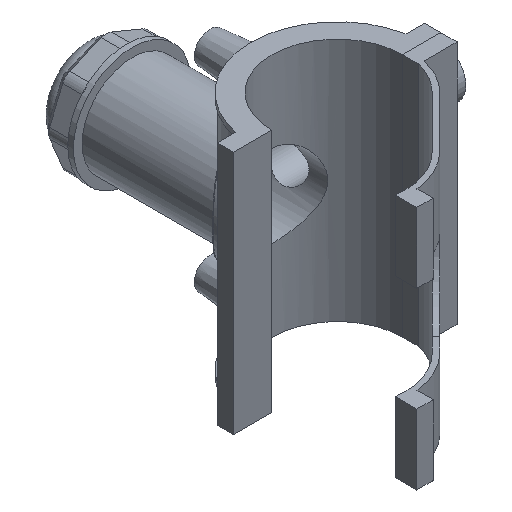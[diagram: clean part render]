
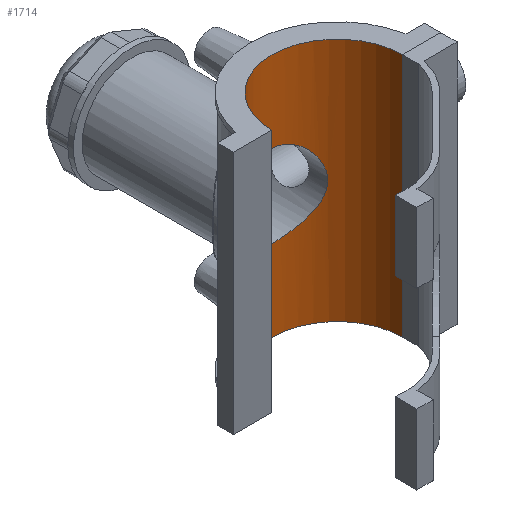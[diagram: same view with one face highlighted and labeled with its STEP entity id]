
A CAD part, isometric view. The second image highlights one B-rep face of the part: STEP entity #1714.
In plain terms, the highlighted cylindrical face has radius 31.5 mm (diameter 63 mm), a partial arc.
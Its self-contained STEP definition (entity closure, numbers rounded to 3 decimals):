
#112=LINE('',#3372,#255);
#113=LINE('',#3376,#256);
#255=VECTOR('',#2263,118.);
#256=VECTOR('',#2266,118.);
#433=CIRCLE('',#1875,31.5);
#434=CIRCLE('',#1877,31.5);
#475=FACE_BOUND('',#683,.T.);
#553=FACE_OUTER_BOUND('',#682,.T.);
#682=EDGE_LOOP('',(#1460,#1461,#1462,#1463));
#683=EDGE_LOOP('',(#1464));
#711=B_SPLINE_CURVE_WITH_KNOTS('',3,(#2424,#2425,#2426,#2427,#2428,#2429,
#2430,#2431,#2432,#2433,#2434,#2435,#2436,#2437,#2438,#2439,#2440,#2441,
#2442,#2443,#2444,#2445,#2446,#2447,#2448,#2449,#2450,#2451,#2452,#2453,
#2454,#2455,#2456,#2457,#2458,#2459,#2460,#2461,#2462,#2463,#2464,#2465,
#2466,#2467,#2468,#2469,#2470,#2471,#2472,#2473,#2474,#2475,#2476,#2477,
#2478,#2479,#2480,#2481,#2482,#2483,#2484,#2485,#2486,#2487,#2488,#2489),
 .UNSPECIFIED.,.T.,.F.,(4,2,2,2,2,2,2,2,2,2,2,2,2,2,2,2,2,2,2,2,2,2,2,2,
2,2,2,2,2,2,2,2,4),(0.,0.389,0.778,1.166,
1.555,1.941,2.326,2.712,3.097,
3.483,3.868,4.254,4.64,5.028,
5.417,5.806,6.195,6.583,6.972,
7.361,7.75,8.135,8.521,8.906,
9.292,9.677,10.063,10.449,10.834,
11.223,11.612,12.,12.389),
 .UNSPECIFIED.);
#733=VERTEX_POINT('',#2423);
#842=VERTEX_POINT('',#3366);
#844=VERTEX_POINT('',#3370);
#845=VERTEX_POINT('',#3374);
#846=VERTEX_POINT('',#3375);
#893=EDGE_CURVE('',#733,#733,#711,.T.);
#1053=EDGE_CURVE('',#842,#844,#112,.T.);
#1054=EDGE_CURVE('',#845,#846,#113,.T.);
#1060=EDGE_CURVE('',#842,#846,#433,.T.);
#1061=EDGE_CURVE('',#845,#844,#434,.T.);
#1460=ORIENTED_EDGE('',*,*,#1054,.T.);
#1461=ORIENTED_EDGE('',*,*,#1060,.F.);
#1462=ORIENTED_EDGE('',*,*,#1053,.T.);
#1463=ORIENTED_EDGE('',*,*,#1061,.F.);
#1464=ORIENTED_EDGE('',*,*,#893,.T.);
#1629=CYLINDRICAL_SURFACE('',#1878,31.5);
#1714=ADVANCED_FACE('',(#553,#475),#1629,.F.);
#1875=AXIS2_PLACEMENT_3D('',#3385,#2274,#2275);
#1877=AXIS2_PLACEMENT_3D('',#3387,#2278,#2279);
#1878=AXIS2_PLACEMENT_3D('',#3390,#2282,#2283);
#2263=DIRECTION('',(0.,0.,-1.));
#2266=DIRECTION('',(0.,0.,1.));
#2274=DIRECTION('center_axis',(0.,0.,-1.));
#2275=DIRECTION('ref_axis',(-1.,0.,0.));
#2278=DIRECTION('center_axis',(0.,0.,1.));
#2279=DIRECTION('ref_axis',(-1.,0.,0.));
#2282=DIRECTION('center_axis',(0.,0.,1.));
#2283=DIRECTION('ref_axis',(-1.,0.,0.));
#2423=CARTESIAN_POINT('',(-19.845,24.463,0.));
#2424=CARTESIAN_POINT('Ctrl Pts',(-19.845,24.463,0.));
#2425=CARTESIAN_POINT('Ctrl Pts',(-19.845,24.463,1.296));
#2426=CARTESIAN_POINT('Ctrl Pts',(-19.716,24.569,2.616));
#2427=CARTESIAN_POINT('Ctrl Pts',(-19.194,24.979,5.212));
#2428=CARTESIAN_POINT('Ctrl Pts',(-18.801,25.282,6.486));
#2429=CARTESIAN_POINT('Ctrl Pts',(-17.78,26.01,8.912));
#2430=CARTESIAN_POINT('Ctrl Pts',(-17.151,26.435,10.065));
#2431=CARTESIAN_POINT('Ctrl Pts',(-15.71,27.316,12.193));
#2432=CARTESIAN_POINT('Ctrl Pts',(-14.897,27.772,13.168));
#2433=CARTESIAN_POINT('Ctrl Pts',(-13.175,28.628,14.89));
#2434=CARTESIAN_POINT('Ctrl Pts',(-12.204,29.062,15.702));
#2435=CARTESIAN_POINT('Ctrl Pts',(-10.075,29.867,17.146));
#2436=CARTESIAN_POINT('Ctrl Pts',(-8.917,30.238,17.778));
#2437=CARTESIAN_POINT('Ctrl Pts',(-6.481,30.852,18.803));
#2438=CARTESIAN_POINT('Ctrl Pts',(-5.201,31.095,19.197));
#2439=CARTESIAN_POINT('Ctrl Pts',(-2.603,31.42,19.718));
#2440=CARTESIAN_POINT('Ctrl Pts',(-1.285,31.5,19.845));
#2441=CARTESIAN_POINT('Ctrl Pts',(1.285,31.5,19.845));
#2442=CARTESIAN_POINT('Ctrl Pts',(2.603,31.42,19.718));
#2443=CARTESIAN_POINT('Ctrl Pts',(5.201,31.095,19.197));
#2444=CARTESIAN_POINT('Ctrl Pts',(6.481,30.852,18.803));
#2445=CARTESIAN_POINT('Ctrl Pts',(8.917,30.238,17.778));
#2446=CARTESIAN_POINT('Ctrl Pts',(10.075,29.867,17.146));
#2447=CARTESIAN_POINT('Ctrl Pts',(12.204,29.062,15.702));
#2448=CARTESIAN_POINT('Ctrl Pts',(13.175,28.628,14.89));
#2449=CARTESIAN_POINT('Ctrl Pts',(14.897,27.772,13.168));
#2450=CARTESIAN_POINT('Ctrl Pts',(15.71,27.316,12.193));
#2451=CARTESIAN_POINT('Ctrl Pts',(17.151,26.435,10.065));
#2452=CARTESIAN_POINT('Ctrl Pts',(17.78,26.01,8.912));
#2453=CARTESIAN_POINT('Ctrl Pts',(18.801,25.282,6.486));
#2454=CARTESIAN_POINT('Ctrl Pts',(19.194,24.979,5.212));
#2455=CARTESIAN_POINT('Ctrl Pts',(19.716,24.569,2.616));
#2456=CARTESIAN_POINT('Ctrl Pts',(19.845,24.463,1.296));
#2457=CARTESIAN_POINT('Ctrl Pts',(19.845,24.463,-1.296));
#2458=CARTESIAN_POINT('Ctrl Pts',(19.716,24.569,-2.616));
#2459=CARTESIAN_POINT('Ctrl Pts',(19.194,24.979,-5.212));
#2460=CARTESIAN_POINT('Ctrl Pts',(18.801,25.282,-6.486));
#2461=CARTESIAN_POINT('Ctrl Pts',(17.78,26.01,-8.912));
#2462=CARTESIAN_POINT('Ctrl Pts',(17.151,26.435,-10.065));
#2463=CARTESIAN_POINT('Ctrl Pts',(15.71,27.316,-12.193));
#2464=CARTESIAN_POINT('Ctrl Pts',(14.897,27.772,-13.168));
#2465=CARTESIAN_POINT('Ctrl Pts',(13.175,28.628,-14.89));
#2466=CARTESIAN_POINT('Ctrl Pts',(12.204,29.062,-15.702));
#2467=CARTESIAN_POINT('Ctrl Pts',(10.075,29.867,-17.146));
#2468=CARTESIAN_POINT('Ctrl Pts',(8.917,30.238,-17.778));
#2469=CARTESIAN_POINT('Ctrl Pts',(6.481,30.852,-18.803));
#2470=CARTESIAN_POINT('Ctrl Pts',(5.201,31.095,-19.197));
#2471=CARTESIAN_POINT('Ctrl Pts',(2.603,31.42,-19.718));
#2472=CARTESIAN_POINT('Ctrl Pts',(1.285,31.5,-19.845));
#2473=CARTESIAN_POINT('Ctrl Pts',(-1.285,31.5,-19.845));
#2474=CARTESIAN_POINT('Ctrl Pts',(-2.603,31.42,-19.718));
#2475=CARTESIAN_POINT('Ctrl Pts',(-5.201,31.095,-19.197));
#2476=CARTESIAN_POINT('Ctrl Pts',(-6.481,30.852,-18.803));
#2477=CARTESIAN_POINT('Ctrl Pts',(-8.917,30.238,-17.778));
#2478=CARTESIAN_POINT('Ctrl Pts',(-10.075,29.867,-17.146));
#2479=CARTESIAN_POINT('Ctrl Pts',(-12.204,29.062,-15.702));
#2480=CARTESIAN_POINT('Ctrl Pts',(-13.175,28.628,-14.89));
#2481=CARTESIAN_POINT('Ctrl Pts',(-14.897,27.772,-13.168));
#2482=CARTESIAN_POINT('Ctrl Pts',(-15.71,27.316,-12.193));
#2483=CARTESIAN_POINT('Ctrl Pts',(-17.151,26.435,-10.065));
#2484=CARTESIAN_POINT('Ctrl Pts',(-17.78,26.01,-8.912));
#2485=CARTESIAN_POINT('Ctrl Pts',(-18.801,25.282,-6.486));
#2486=CARTESIAN_POINT('Ctrl Pts',(-19.194,24.979,-5.212));
#2487=CARTESIAN_POINT('Ctrl Pts',(-19.716,24.569,-2.616));
#2488=CARTESIAN_POINT('Ctrl Pts',(-19.845,24.463,-1.296));
#2489=CARTESIAN_POINT('Ctrl Pts',(-19.845,24.463,0.));
#3366=CARTESIAN_POINT('',(-31.5,0.05,59.));
#3370=CARTESIAN_POINT('',(-31.5,0.05,-59.));
#3372=CARTESIAN_POINT('',(-31.5,0.05,0.));
#3374=CARTESIAN_POINT('',(31.5,0.05,-59.));
#3375=CARTESIAN_POINT('',(31.5,0.05,59.));
#3376=CARTESIAN_POINT('',(31.5,0.05,0.));
#3385=CARTESIAN_POINT('Origin',(0.,0.,59.));
#3387=CARTESIAN_POINT('Origin',(0.,0.,-59.));
#3390=CARTESIAN_POINT('Origin',(0.,0.,0.));
